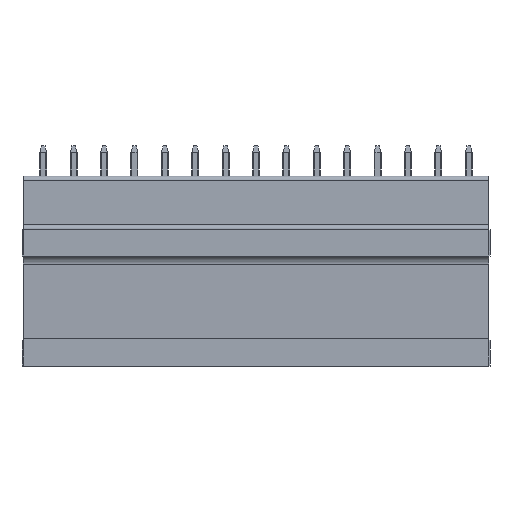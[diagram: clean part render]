
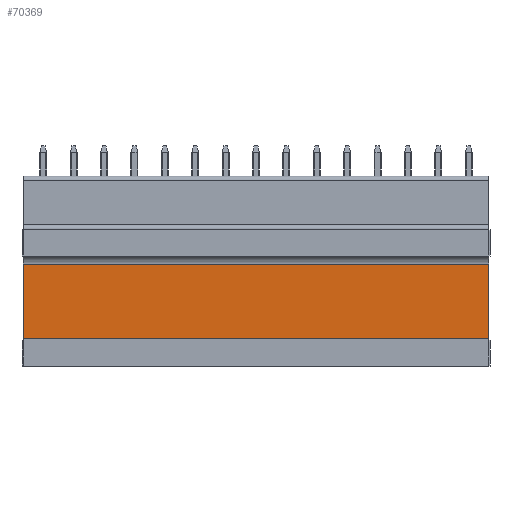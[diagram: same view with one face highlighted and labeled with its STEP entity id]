
A CAD part, front view. The second image highlights one B-rep face of the part: STEP entity #70369.
In plain terms, the highlighted planar face has unit normal (0, -1, -0.026).
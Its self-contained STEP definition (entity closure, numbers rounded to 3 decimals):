
#23984=DIRECTION('',(-1.,0.,0.));
#23985=VECTOR('',#23984,53.6);
#23986=CARTESIAN_POINT('',(-0.15,4.2,-9.5));
#23987=LINE('',#23986,#23985);
#23992=DIRECTION('',(0.,0.026,-1.));
#23993=VECTOR('',#23992,8.529);
#23994=CARTESIAN_POINT('',(-53.75,3.98,-0.974));
#23995=LINE('',#23994,#23993);
#23996=DIRECTION('',(-1.,0.,0.));
#23997=VECTOR('',#23996,53.6);
#23998=CARTESIAN_POINT('',(-0.15,3.98,-0.974));
#23999=LINE('',#23998,#23997);
#24000=DIRECTION('',(0.,0.026,-1.));
#24001=VECTOR('',#24000,8.529);
#24002=CARTESIAN_POINT('',(-0.15,3.98,-0.974));
#24003=LINE('',#24002,#24001);
#33624=CARTESIAN_POINT('',(-0.15,3.98,-0.974));
#33625=VERTEX_POINT('',#33624);
#33626=CARTESIAN_POINT('',(-0.15,4.2,-9.5));
#33627=VERTEX_POINT('',#33626);
#37489=CARTESIAN_POINT('',(-53.75,3.98,-0.974));
#37490=VERTEX_POINT('',#37489);
#37491=CARTESIAN_POINT('',(-53.75,4.2,-9.5));
#37492=VERTEX_POINT('',#37491);
#70356=CARTESIAN_POINT('',(0.,3.98,-0.974));
#70357=DIRECTION('',(0.,-1.,-0.026));
#70358=DIRECTION('',(0.,0.026,-1.));
#70359=AXIS2_PLACEMENT_3D('',#70356,#70357,#70358);
#70360=PLANE('',#70359);
#70361=ORIENTED_EDGE('',*,*,#53534,.F.);
#70363=ORIENTED_EDGE('',*,*,#70362,.F.);
#70365=ORIENTED_EDGE('',*,*,#70364,.T.);
#70366=ORIENTED_EDGE('',*,*,#70348,.T.);
#70367=EDGE_LOOP('',(#70361,#70363,#70365,#70366));
#70368=FACE_OUTER_BOUND('',#70367,.F.);
#70369=ADVANCED_FACE('',(#70368),#70360,.T.);
#53534=EDGE_CURVE('',#37490,#37492,#23995,.T.);
#70348=EDGE_CURVE('',#33627,#37492,#23987,.T.);
#70362=EDGE_CURVE('',#33625,#37490,#23999,.T.);
#70364=EDGE_CURVE('',#33625,#33627,#24003,.T.);
